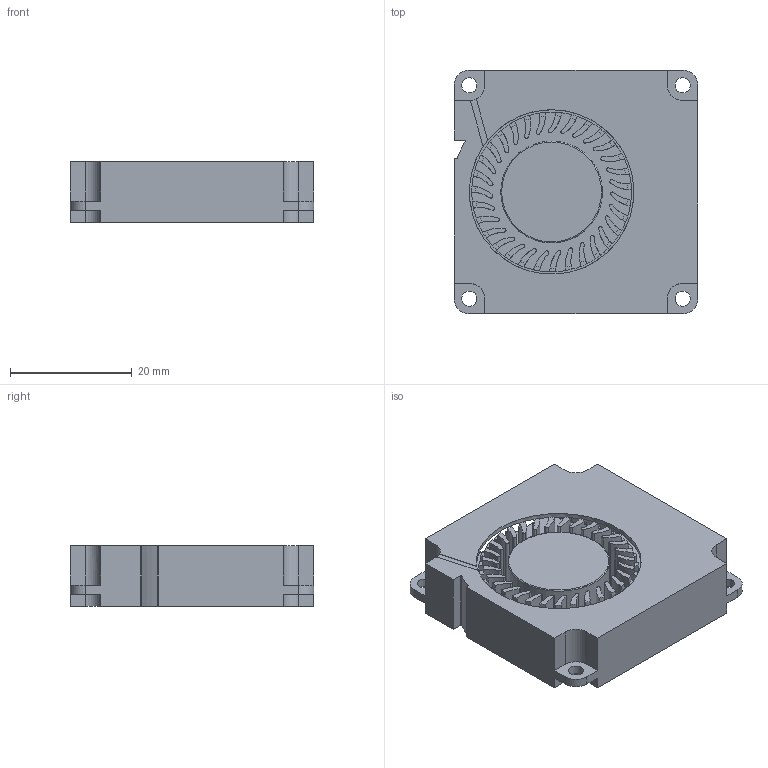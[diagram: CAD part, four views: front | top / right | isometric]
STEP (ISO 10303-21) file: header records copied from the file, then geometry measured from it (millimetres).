
FILE_DESCRIPTION(/* description */ (''),/* implementation_level */ '2;1');
FILE_NAME(/* name */ 'blowerFan_40mm.stp',/* time_stamp */ '2019-04-28T12:54:39+02:00',/* author */ ('Florin'),/* organization */ (''),/* preprocessor_version */ 'ST-DEVELOPER v16.5',/* originating_system */ 'Autodesk Inventor 2017',/* authorisation */ '');
FILE_SCHEMA (('AUTOMOTIVE_DESIGN { 1 0 10303 214 3 1 1 }'));
Length unit declared in the file: millimetre
Products named in the file (1): blowerFan_40mm_v2
Bounding box: 40 x 40 x 10 mm (x, y, z)
Volume: 6066.3 mm3; surface area: 10655.3 mm2
Topology: 1 solids, 1 shells, 298 faces, 867 edges, 579 vertices
Faces by surface type: cylinder 171, plane 126, torus 1
Full cylindrical faces by diameter (mm): 2.5 x4, 16.7 x1, 25 x1, 26.2 x1, 27 x1
Entity records: 10049 total; most frequent: DIRECTION 1919, CARTESIAN_POINT 1724, ORIENTED_EDGE 1704, EDGE_CURVE 852, AXIS2_PLACEMENT_3D 768, VERTEX_POINT 573, CIRCLE 469, LINE 383
